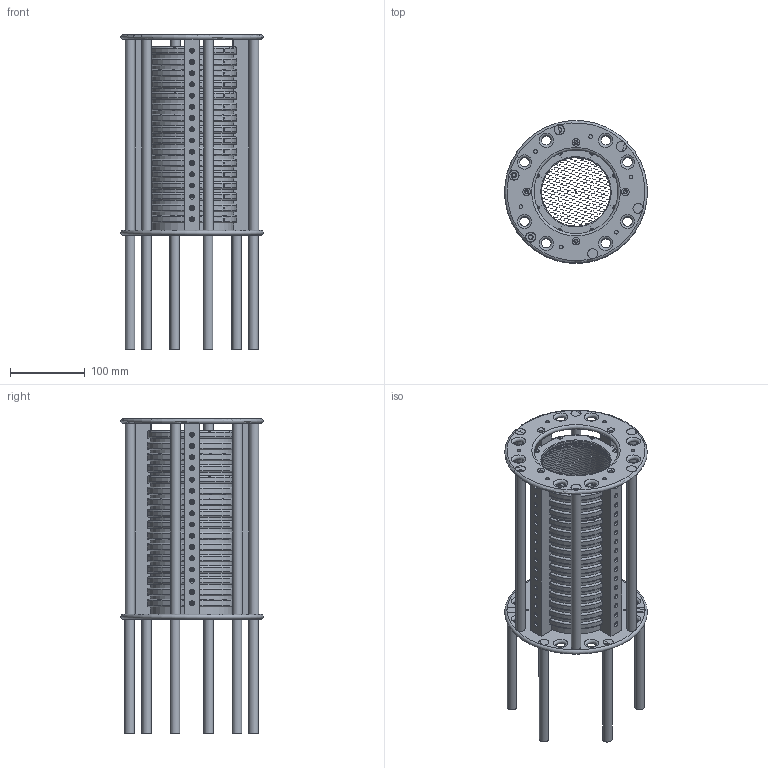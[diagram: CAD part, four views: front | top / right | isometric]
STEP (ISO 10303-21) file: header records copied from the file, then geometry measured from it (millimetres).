
FILE_DESCRIPTION(/* description */ (''),/* implementation_level */ '2;1');
FILE_NAME(/* name */ 'CompGeoModel.step',/* time_stamp */ '2024-09-14T22:38:53-05:00',/* author */ (''),/* organization */ (''),/* preprocessor_version */ 'ST-DEVELOPER v20',/* originating_system */ 'Autodesk Translation Framework v13.14.0.145',/* authorisation */ '');
FILE_SCHEMA (('AUTOMOTIVE_DESIGN { 1 0 10303 214 3 1 1 }'));
Length unit declared in the file: inch
Products named in the file (14): UTAHTPC; field-shaping-ring v12; g10-leg v12; Tpc_Top_Plate v5; Long_Light_Tube v2; Short_Light_Tube v3; Tpc_Light_Plate v4; Peek_Supports v3; Standoffs v2; Mesh Ring; Mesh Ring_1; tapped-ring v13; countersunk-ring v12; UTAH TPC Mesh
Assembly tree (42 placements, depth 3):
  UTAHTPC
    field-shaping-ring v12  x14
    g10-leg v12  x4
    Tpc_Top_Plate v5
    Long_Light_Tube v2
    Short_Light_Tube v3
    Tpc_Light_Plate v4
    Peek_Supports v3  x6
    Standoffs v2  x6
    Mesh Ring
      tapped-ring v13
      countersunk-ring v12
      UTAH TPC Mesh
    Mesh Ring_1
      tapped-ring v13
      countersunk-ring v12
      UTAH TPC Mesh
Bounding box: 190.03 x 190.02 x 420.1 mm (x, y, z)
Volume: 1839988.4 mm3; surface area: 645735.5 mm2
Topology: 41 solids, 41 shells, 4807 faces, 14259 edges, 9544 vertices
Faces by surface type: plane 3986, cylinder 669, cone 92, torus 60
Full cylindrical faces by diameter (mm): 2 x1, 2.5 x48, 2.529 x100, 3.2 x16, 3.4 x64, 4.234 x8, 5.035 x6, 5.116 x24, 5.5 x8, 6.5 x64, 6.6 x6, 6.604 x12, 12.7 x12, 92 x6, 104 x2, 106 x4, 111.506 x2, 112 x14, 120 x16
Entity records: 77439 total; most frequent: CARTESIAN_POINT 14993, ORIENTED_EDGE 13208, DIRECTION 11754, EDGE_CURVE 6604, LINE 5838, VECTOR 5838, VERTEX_POINT 4423, EDGE_LOOP 3053
